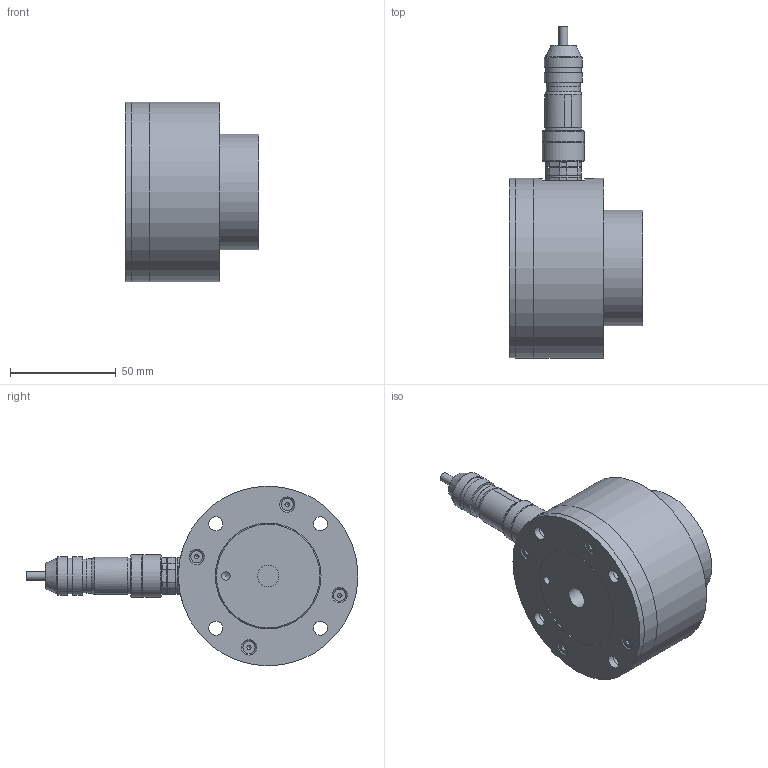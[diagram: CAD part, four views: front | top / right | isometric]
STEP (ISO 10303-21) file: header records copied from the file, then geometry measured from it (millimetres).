
FILE_DESCRIPTION (( 'STEP AP214' ), '1' );
FILE_NAME ('a_RC17-50N...1500N-N1 STEPP.STEP', '2025-05-06T09:16:36', ( '' ), ( '' ), 'SwSTEP 2.0', 'SolidWorks 2023', '' );
FILE_SCHEMA (( 'AUTOMOTIVE_DESIGN' ));
Length unit declared in the file: millimetre
Products named in the file (3): a_RC17-50N...1500N-N1 STEPP; a_RC17-50N...1500N-N1; a_RC-N2 Flanschmontage Scheibe
Assembly tree (2 placements, depth 2):
  a_RC17-50N...1500N-N1 STEPP
    a_RC17-50N...1500N-N1
    a_RC-N2 Flanschmontage Scheibe
Bounding box: 63.1 x 157.06 x 85 mm (x, y, z)
Volume: 258461.4 mm3; surface area: 79214.3 mm2
Topology: 15 solids, 15 shells, 475 faces, 1010 edges, 636 vertices
Faces by surface type: plane 236, cylinder 155, cone 59, torus 21, bspline 4
Full cylindrical faces by diameter (mm): 1 x13, 1.5 x4, 2 x1, 2.5 x4, 3 x4, 3.4 x4, 4 x1, 4.2 x5, 4.5 x1, 5 x4, 5.3 x4, 5.7 x4, 6.6 x12, 8 x1, 8.2 x1, 8.375 x1, 8.5 x4, 9 x4, 9.95 x1, 10.2 x1, 10.4 x1, 11 x4, 12 x2, 13.5 x2, 14 x1, 14.5 x1, 16 x2, 16.2 x1, 16.7 x1, 17 x2
Entity records: 11881 total; most frequent: CARTESIAN_POINT 2127, DIRECTION 2110, ORIENTED_EDGE 1538, AXIS2_PLACEMENT_3D 902, EDGE_LOOP 788, EDGE_CURVE 769, FACE_OUTER_BOUND 618, VERTEX_POINT 589
